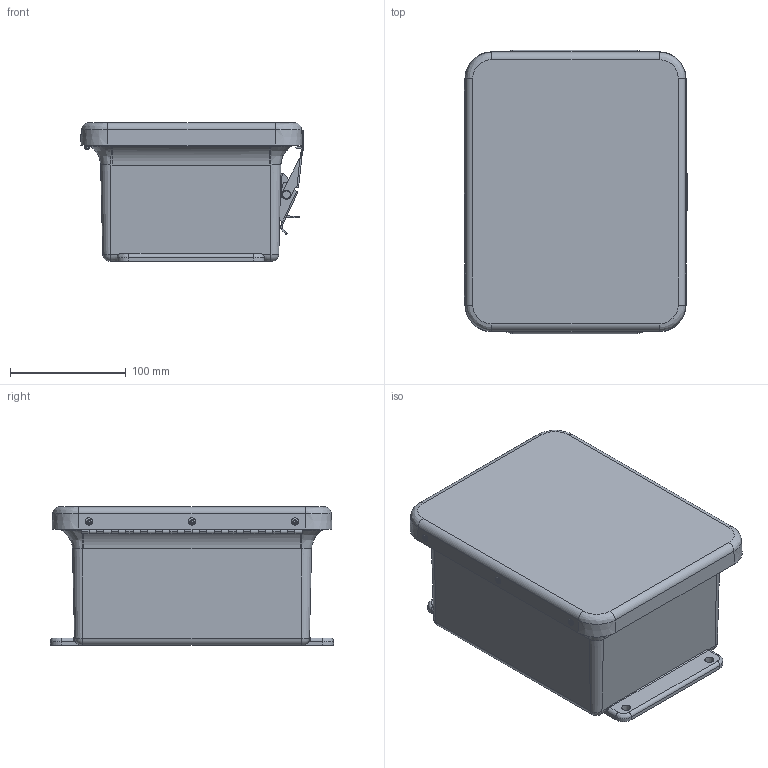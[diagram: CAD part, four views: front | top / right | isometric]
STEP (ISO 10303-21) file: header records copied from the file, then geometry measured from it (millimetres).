
FILE_DESCRIPTION (( 'STEP AP214' ), '1' );
FILE_NAME ('M806HPL.STEP', '2018-11-06T14:59:34', ( '' ), ( '' ), 'SwSTEP 2.0', 'SolidWorks 2018', '' );
FILE_SCHEMA (( 'AUTOMOTIVE_DESIGN' ));
Length unit declared in the file: inch
Products named in the file (1): M806HPL
Bounding box: 193.17 x 244.47 x 119.76 mm (x, y, z)
Volume: 744199.2 mm3; surface area: 399119 mm2
Topology: 26 solids, 26 shells, 676 faces, 1668 edges, 1070 vertices
Faces by surface type: plane 277, cylinder 274, bspline 84, cone 37, torus 4
Full cylindrical faces by diameter (mm): 2.159 x31, 2.64 x4, 3.048 x1, 3.175 x10, 3.302 x2, 3.327 x6, 3.429 x9, 3.556 x12, 3.861 x5, 3.962 x7, 4.306 x2, 5.537 x4, 6.35 x6, 6.858 x4, 7.62 x2, 9.525 x1
Entity records: 32756 total; most frequent: CARTESIAN_POINT 8248, DIRECTION 3055, ORIENTED_EDGE 3042, EDGE_CURVE 1521, AXIS2_PLACEMENT_3D 1140, VERTEX_POINT 1050, EDGE_LOOP 971, FACE_OUTER_BOUND 790
